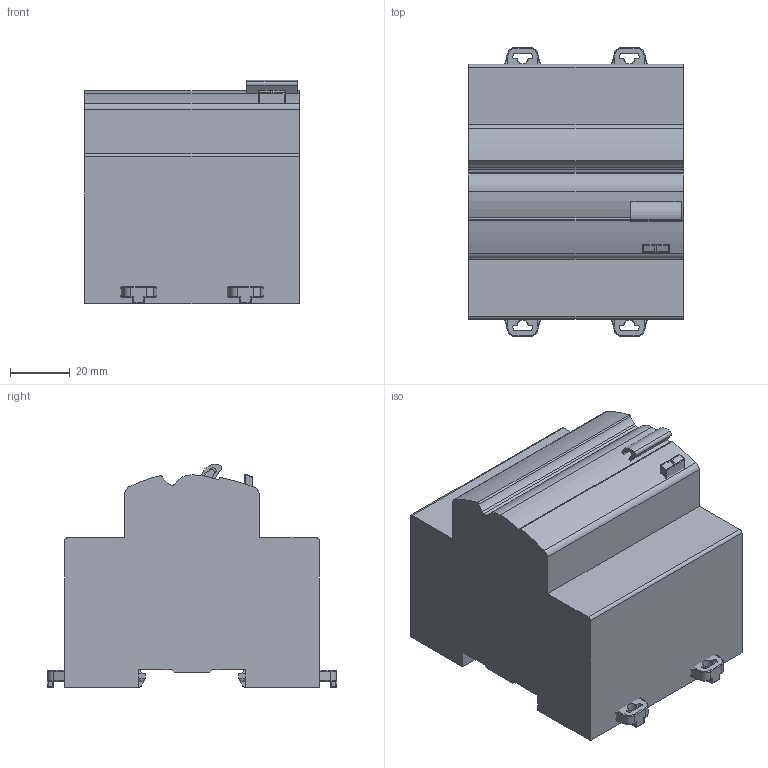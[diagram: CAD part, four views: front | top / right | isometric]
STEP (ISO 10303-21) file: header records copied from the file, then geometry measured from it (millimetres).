
FILE_DESCRIPTION(('CATIA V5 STEP Exchange','CAx-IF Rec.Pracs.--- Model Styling and Organization---1.4--- 2014-01-23'),'2;1');
FILE_NAME('IDP4 ESTETICA.stp','2019-11-15T09:08:22+00:00',('none'),('none'),'CATIA Version 5-6 Release 2016 SP4','CATIA V5 STEP AP214','none');
FILE_SCHEMA(('AUTOMOTIVE_DESIGN { 1 0 10303 214 1 1 1 1 }'));
Length unit declared in the file: millimetre
Products named in the file (7): IDP4 ESTETICA; 54210356 GANCIO GUIDA DIN MTC-MDC-MT; 54241120XXXX Copriforo accessori; 54230370AXXX Coprimaniglia; 54240031GXXX Maniglia FORO SPOSTATO; 54240049; Part2
Assembly tree (9 placements, depth 2):
  IDP4 ESTETICA
    54210356 GANCIO GUIDA DIN MTC-MDC-MT  x4
    54241120XXXX Copriforo accessori
    54230370AXXX Coprimaniglia
    54240031GXXX Maniglia FORO SPOSTATO
    54240049
    Part2
Bounding box: 71.6 x 96.33 x 74.5 mm (x, y, z)
Volume: 356067.5 mm3; surface area: 40461.1 mm2
Topology: 9 solids, 9 shells, 1049 faces, 2831 edges, 1725 vertices
Faces by surface type: plane 412, cylinder 384, bspline 97, torus 63, sphere 47, cone 44, revolution 2
Entity records: 24551 total; most frequent: CARTESIAN_POINT 10480, ORIENTED_EDGE 3278, DIRECTION 2146, EDGE_CURVE 1639, VERTEX_POINT 1036, AXIS2_PLACEMENT_3D 868, VECTOR 764, LINE 764
